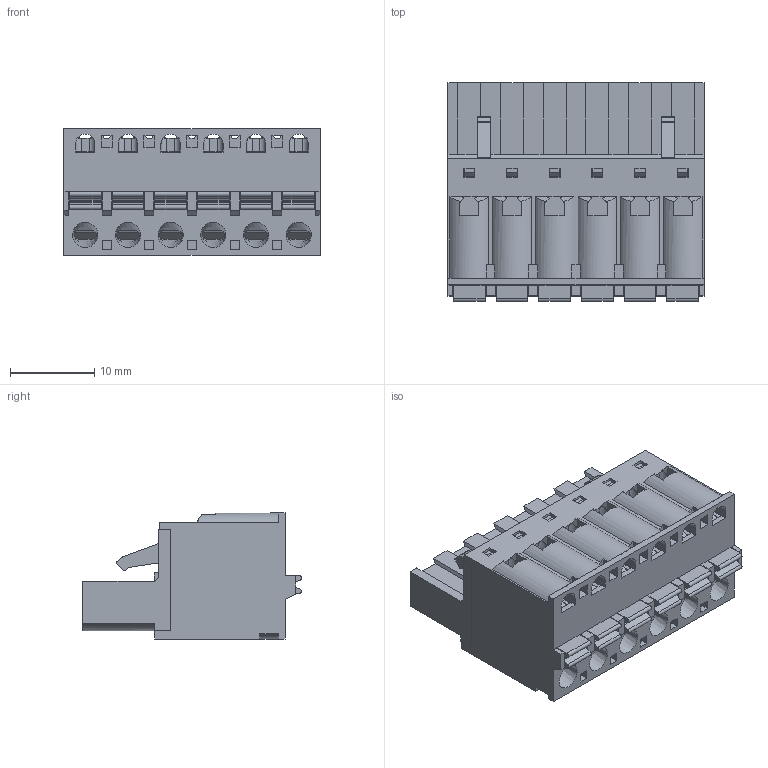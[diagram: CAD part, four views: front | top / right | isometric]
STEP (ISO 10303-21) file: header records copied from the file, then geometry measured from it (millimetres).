
FILE_DESCRIPTION(/* description */ ('Unknown'),/* implementation_level */ '2;1');
FILE_NAME(/* name */ '691353500006',/* time_stamp */ '2022-01-18T15:35:25+01:00',/* author */ ('Unknown'),/* organization */ ('Unknown'),/* preprocessor_version */ 'ST-DEVELOPER v16.7',/* originating_system */ 'Solid Edge',/* authorisation */ 'Unknown');
FILE_SCHEMA (('AUTOMOTIVE_DESIGN {1 0 10303 214 3 1 1}'));
Length unit declared in the file: millimetre
Products named in the file (6): 6913535000xx; 691353500006; 691353500006_BAS; 6913535000xx_LANGUETTE; 6913535000xx_PIN; 6913535000xx_BOUTON
Assembly tree (20 placements, depth 2):
  6913535000xx
    691353500006
    691353500006_BAS
    6913535000xx_LANGUETTE  x6
    6913535000xx_PIN  x6
    6913535000xx_BOUTON  x6
Bounding box: 30.48 x 26.05 x 15 mm (x, y, z)
Volume: 4837.5 mm3; surface area: 12271.6 mm2
Topology: 20 solids, 20 shells, 1660 faces, 4733 edges, 3086 vertices
Faces by surface type: plane 1286, cylinder 350, bspline 18, cone 6
Full cylindrical faces by diameter (mm): 1.5 x6, 3 x6
Entity records: 31542 total; most frequent: CARTESIAN_POINT 6302, ORIENTED_EDGE 5394, DIRECTION 4917, EDGE_CURVE 2697, LINE 2331, VECTOR 2331, VERTEX_POINT 1774, AXIS2_PLACEMENT_3D 1293
